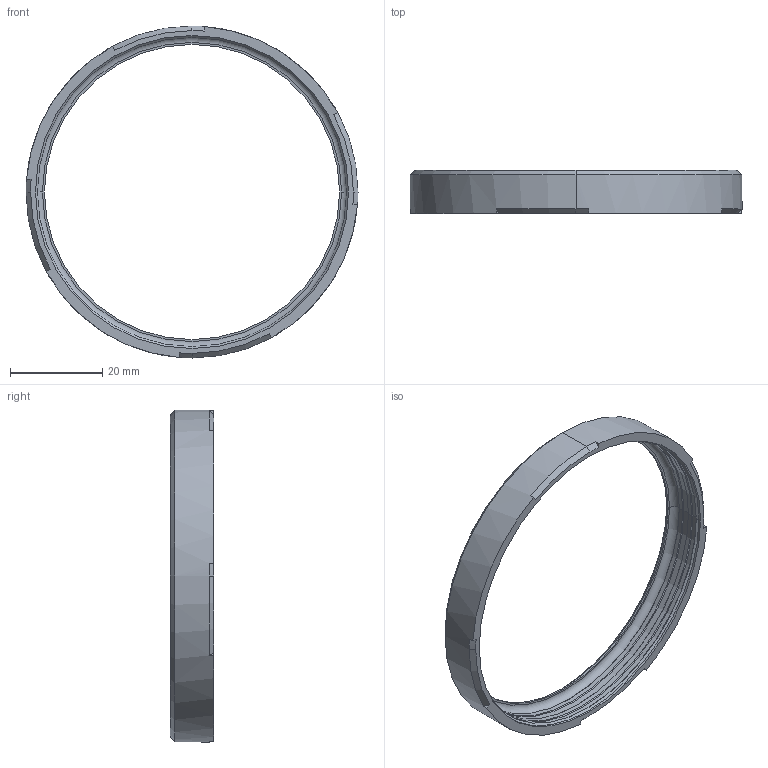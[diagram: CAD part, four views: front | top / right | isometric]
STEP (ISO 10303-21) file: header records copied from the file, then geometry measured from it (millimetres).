
FILE_DESCRIPTION (( 'STEP AP214' ), '1' );
FILE_NAME ('DrumpadTest_Fastener_2.STEP', '2025-09-19T13:34:46', ( '' ), ( '' ), 'SwSTEP 2.0', 'SolidWorks 2024', '' );
FILE_SCHEMA (( 'AUTOMOTIVE_DESIGN' ));
Length unit declared in the file: millimetre
Products named in the file (1): DrumpadTest_Fastener_2
Bounding box: 72 x 9.4 x 72 mm (x, y, z)
Volume: 4792 mm3; surface area: 5519 mm2
Topology: 1 solids, 1 shells, 51 faces, 116 edges, 68 vertices
Faces by surface type: cone 24, cylinder 14, plane 11, torus 2
Entity records: 1451 total; most frequent: DIRECTION 278, CARTESIAN_POINT 236, ORIENTED_EDGE 232, EDGE_CURVE 116, AXIS2_PLACEMENT_3D 110, VERTEX_POINT 68, LINE 58, CIRCLE 58
